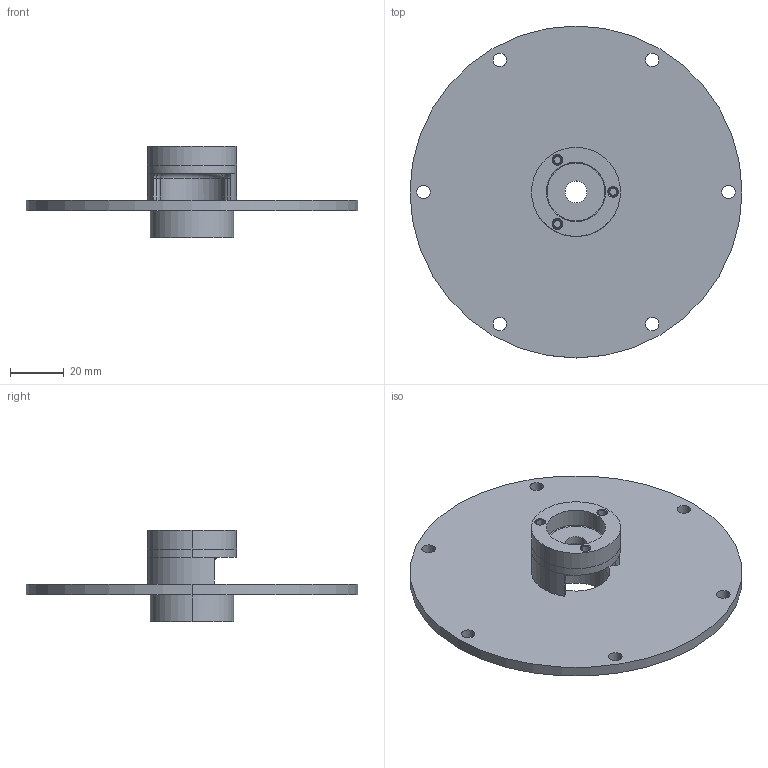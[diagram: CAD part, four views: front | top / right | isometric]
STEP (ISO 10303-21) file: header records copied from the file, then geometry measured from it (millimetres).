
FILE_DESCRIPTION(/* description */ ('VariCAD 2019-2.02 AP-214'),/* implementation_level */ '2;1');
FILE_NAME(/* name */ 'side_plate.stp',/* time_stamp */ '2019-04-11T00:16:20-05:00',/* author */ (''),/* organization */ (''),/* preprocessor_version */ 'VariCAD 2019-2.02',/* originating_system */ 'VariCAD 2019-2.02; kernel version (20180118)',/* authorisation */ '');
FILE_SCHEMA(('AUTOMOTIVE_DESIGN'));
Length unit declared in the file: millimetre
Products named in the file (2): side_plate
Assembly tree (1 placements, depth 2):
  side_plate
    (unnamed)
Bounding box: 123 x 123 x 34.01 mm (x, y, z)
Volume: 55756.2 mm3; surface area: 30675.8 mm2
Topology: 1 solids, 1 shells, 76 faces, 173 edges, 110 vertices
Faces by surface type: cylinder 48, plane 17, cone 6, torus 5
Entity records: 2278 total; most frequent: DIRECTION 442, CARTESIAN_POINT 379, ORIENTED_EDGE 346, AXIS2_PLACEMENT_3D 191, EDGE_CURVE 173, CIRCLE 111, VERTEX_POINT 110, EDGE_LOOP 103
